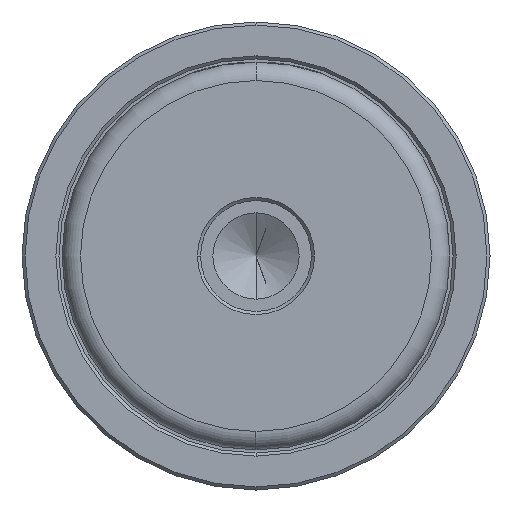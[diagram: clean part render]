
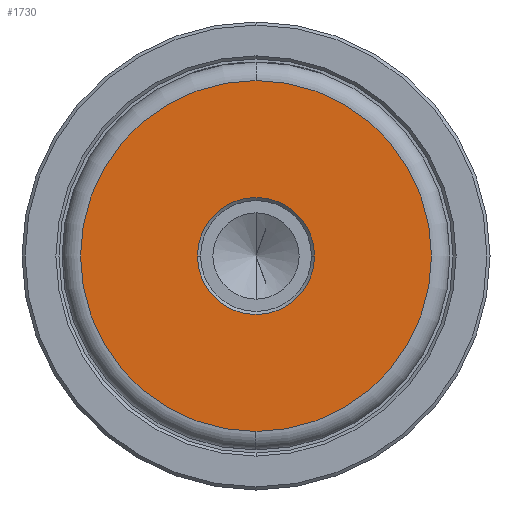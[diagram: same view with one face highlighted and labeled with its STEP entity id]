
A CAD part, left-side view. The second image highlights one B-rep face of the part: STEP entity #1730.
In plain terms, the highlighted planar face has unit normal (-1, 0, 0).
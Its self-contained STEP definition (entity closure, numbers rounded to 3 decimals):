
#153 = ORIENTED_EDGE ( 'NONE', *, *, #1807, .T. ) ;
#169 = CARTESIAN_POINT ( 'NONE',  ( 0., 0., 0. ) ) ;
#324 = CIRCLE ( 'NONE', #2377, 9.5 ) ;
#366 = VERTEX_POINT ( 'NONE', #2216 ) ;
#367 = DIRECTION ( 'NONE',  ( 0., 0., 1. ) ) ;
#587 = CARTESIAN_POINT ( 'NONE',  ( 0., 0., 28.497 ) ) ;
#773 = DIRECTION ( 'NONE',  ( 1., 0., 0. ) ) ;
#801 = EDGE_LOOP ( 'NONE', ( #2375, #2134 ) ) ;
#863 = PLANE ( 'NONE',  #2022 ) ;
#919 = DIRECTION ( 'NONE',  ( -1., 0., 0. ) ) ;
#990 = DIRECTION ( 'NONE',  ( 1., 0., 0. ) ) ;
#1004 = CIRCLE ( 'NONE', #2557, 28.497 ) ;
#1032 = AXIS2_PLACEMENT_3D ( 'NONE', #2001, #773, #2211 ) ;
#1055 = ORIENTED_EDGE ( 'NONE', *, *, #2276, .T. ) ;
#1125 = FACE_OUTER_BOUND ( 'NONE', #1699, .T. ) ;
#1137 = CARTESIAN_POINT ( 'NONE',  ( 0., 0., 0. ) ) ;
#1143 = VERTEX_POINT ( 'NONE', #2389 ) ;
#1197 = EDGE_CURVE ( 'NONE', #1930, #1143, #1269, .T. ) ;
#1236 = AXIS2_PLACEMENT_3D ( 'NONE', #1137, #2566, #1347 ) ;
#1269 = CIRCLE ( 'NONE', #1032, 9.5 ) ;
#1323 = CIRCLE ( 'NONE', #1236, 28.497 ) ;
#1347 = DIRECTION ( 'NONE',  ( 0., 0., 1. ) ) ;
#1610 = DIRECTION ( 'NONE',  ( -1., 0., 0. ) ) ;
#1676 = FACE_BOUND ( 'NONE', #801, .T. ) ;
#1698 = CARTESIAN_POINT ( 'NONE',  ( 0., 0., 0. ) ) ;
#1699 = EDGE_LOOP ( 'NONE', ( #153, #1055 ) ) ;
#1730 = ADVANCED_FACE ( 'NONE', ( #1676, #1125 ), #863, .T. ) ;
#1807 = EDGE_CURVE ( 'NONE', #2620, #366, #1004, .T. ) ;
#1930 = VERTEX_POINT ( 'NONE', #2344 ) ;
#2001 = CARTESIAN_POINT ( 'NONE',  ( 0., 0., 0. ) ) ;
#2022 = AXIS2_PLACEMENT_3D ( 'NONE', #1698, #919, #2357 ) ;
#2134 = ORIENTED_EDGE ( 'NONE', *, *, #1197, .T. ) ;
#2211 = DIRECTION ( 'NONE',  ( 0., 0., 1. ) ) ;
#2216 = CARTESIAN_POINT ( 'NONE',  ( 0., 0., -28.497 ) ) ;
#2225 = CARTESIAN_POINT ( 'NONE',  ( 0., 0., 0. ) ) ;
#2276 = EDGE_CURVE ( 'NONE', #366, #2620, #1323, .T. ) ;
#2344 = CARTESIAN_POINT ( 'NONE',  ( 0., 9.5, 0. ) ) ;
#2357 = DIRECTION ( 'NONE',  ( 0., 0., 1. ) ) ;
#2375 = ORIENTED_EDGE ( 'NONE', *, *, #2600, .T. ) ;
#2377 = AXIS2_PLACEMENT_3D ( 'NONE', #2225, #990, #2421 ) ;
#2389 = CARTESIAN_POINT ( 'NONE',  ( 0., -9.5, 0. ) ) ;
#2421 = DIRECTION ( 'NONE',  ( 0., 0., 1. ) ) ;
#2557 = AXIS2_PLACEMENT_3D ( 'NONE', #169, #1610, #367 ) ;
#2566 = DIRECTION ( 'NONE',  ( -1., 0., 0. ) ) ;
#2600 = EDGE_CURVE ( 'NONE', #1143, #1930, #324, .T. ) ;
#2620 = VERTEX_POINT ( 'NONE', #587 ) ;
